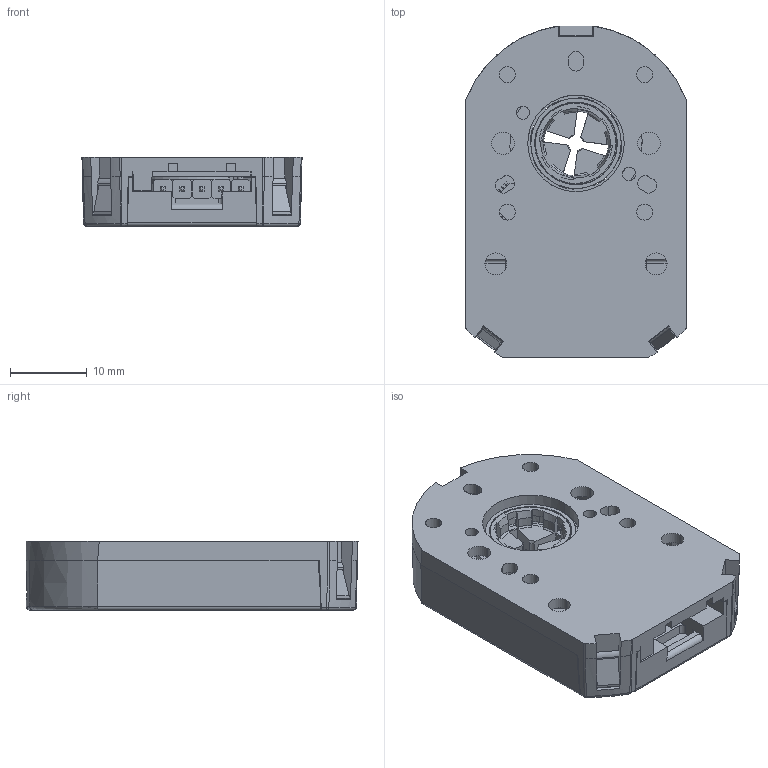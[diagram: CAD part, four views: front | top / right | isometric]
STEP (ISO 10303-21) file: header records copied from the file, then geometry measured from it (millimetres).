
FILE_DESCRIPTION((''),'2;1');
FILE_NAME('AMT102','2015-06-25T',('SYSTEM'),(''),'PRO/ENGINEER BY PARAMETRIC TECHNOLOGY CORPORATION, 2015110','PRO/ENGINEER BY PARAMETRIC TECHNOLOGY CORPORATION, 2015110','');
FILE_SCHEMA(('AUTOMOTIVE_DESIGN { 1 0 10303 214 1 1 1 1 }'));
Products named in the file (1): AMT102
Bounding box: 28.77 x 43.38 x 9.05 mm (x, y, z)
Volume: 5967.3 mm3; surface area: 10979.2 mm2
Topology: 1 solids, 7 shells, 1679 faces, 4790 edges, 3114 vertices
Faces by surface type: plane 1046, cylinder 339, cone 185, extrusion 66, torus 19, sphere 12, bspline 12
Entity records: 71336 total; most frequent: CARTESIAN_POINT 15828, ORIENTED_EDGE 9556, DIRECTION 8417, EDGE_CURVE 4778, VERTEX_POINT 3114, VECTOR 2927, LINE 2861, AXIS2_PLACEMENT_3D 2745
